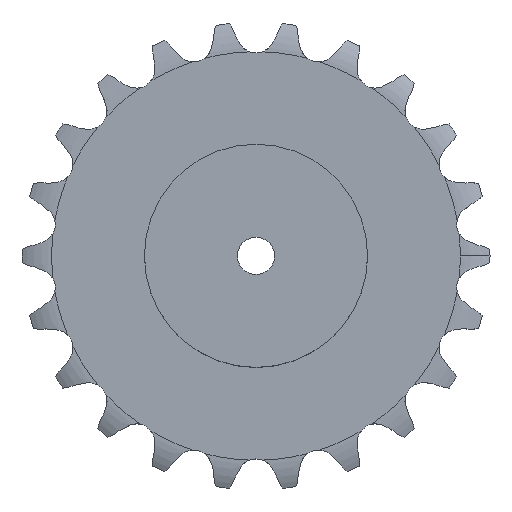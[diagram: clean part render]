
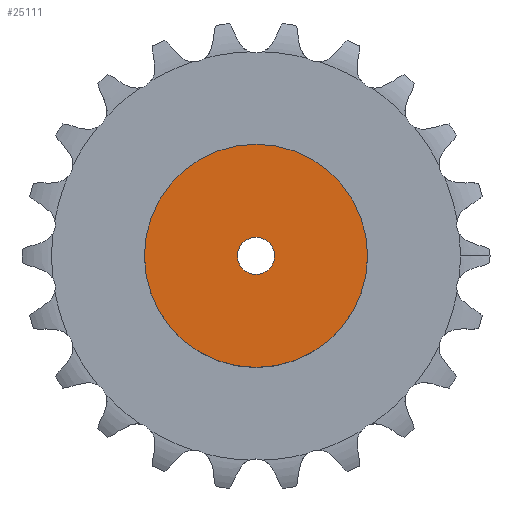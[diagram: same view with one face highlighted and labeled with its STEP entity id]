
A CAD part, top view. The second image highlights one B-rep face of the part: STEP entity #25111.
In plain terms, the highlighted planar face has unit normal (0, 0, 1).
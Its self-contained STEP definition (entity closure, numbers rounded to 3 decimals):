
#3168 = CYLINDRICAL_SURFACE('',#3169,90.);
#3169 = AXIS2_PLACEMENT_3D('',#3170,#3171,#3172);
#3170 = CARTESIAN_POINT('',(0.,0.,0.));
#3171 = DIRECTION('',(-0.,-0.,-1.));
#3172 = DIRECTION('',(1.,0.,0.));
#16216 = VERTEX_POINT('',#16217);
#16217 = CARTESIAN_POINT('',(90.,0.,90.));
#16238 = EDGE_CURVE('',#16216,#16216,#16239,.T.);
#16239 = SURFACE_CURVE('',#16240,(#16245,#16252),.PCURVE_S1.);
#16240 = CIRCLE('',#16241,90.);
#16241 = AXIS2_PLACEMENT_3D('',#16242,#16243,#16244);
#16242 = CARTESIAN_POINT('',(0.,0.,90.));
#16243 = DIRECTION('',(0.,0.,1.));
#16244 = DIRECTION('',(1.,0.,0.));
#16245 = PCURVE('',#3168,#16246);
#16246 = DEFINITIONAL_REPRESENTATION('',(#16247),#16251);
#16247 = LINE('',#16248,#16249);
#16248 = CARTESIAN_POINT('',(-0.,-90.));
#16249 = VECTOR('',#16250,1.);
#16250 = DIRECTION('',(-1.,0.));
#16251 = ( GEOMETRIC_REPRESENTATION_CONTEXT(2) 
PARAMETRIC_REPRESENTATION_CONTEXT() REPRESENTATION_CONTEXT('2D SPACE',''
  ) );
#16252 = PCURVE('',#16253,#16258);
#16253 = PLANE('',#16254);
#16254 = AXIS2_PLACEMENT_3D('',#16255,#16256,#16257);
#16255 = CARTESIAN_POINT('',(0.,0.,90.)
  );
#16256 = DIRECTION('',(0.,0.,1.));
#16257 = DIRECTION('',(1.,0.,0.));
#16258 = DEFINITIONAL_REPRESENTATION('',(#16259),#16263);
#16259 = CIRCLE('',#16260,90.);
#16260 = AXIS2_PLACEMENT_2D('',#16261,#16262);
#16261 = CARTESIAN_POINT('',(0.,0.));
#16262 = DIRECTION('',(1.,0.));
#16263 = ( GEOMETRIC_REPRESENTATION_CONTEXT(2) 
PARAMETRIC_REPRESENTATION_CONTEXT() REPRESENTATION_CONTEXT('2D SPACE',''
  ) );
#21524 = CYLINDRICAL_SURFACE('',#21525,15.);
#21525 = AXIS2_PLACEMENT_3D('',#21526,#21527,#21528);
#21526 = CARTESIAN_POINT('',(0.,0.,583.998));
#21527 = DIRECTION('',(0.,0.,1.));
#21528 = DIRECTION('',(1.,0.,0.));
#25111 = ADVANCED_FACE('',(#25112,#25115),#16253,.T.);
#25112 = FACE_BOUND('',#25113,.T.);
#25113 = EDGE_LOOP('',(#25114));
#25114 = ORIENTED_EDGE('',*,*,#16238,.T.);
#25115 = FACE_BOUND('',#25116,.T.);
#25116 = EDGE_LOOP('',(#25117));
#25117 = ORIENTED_EDGE('',*,*,#25118,.F.);
#25118 = EDGE_CURVE('',#25119,#25119,#25121,.T.);
#25119 = VERTEX_POINT('',#25120);
#25120 = CARTESIAN_POINT('',(15.,0.,90.));
#25121 = SURFACE_CURVE('',#25122,(#25127,#25134),.PCURVE_S1.);
#25122 = CIRCLE('',#25123,15.);
#25123 = AXIS2_PLACEMENT_3D('',#25124,#25125,#25126);
#25124 = CARTESIAN_POINT('',(0.,0.,90.));
#25125 = DIRECTION('',(0.,0.,1.));
#25126 = DIRECTION('',(1.,0.,0.));
#25127 = PCURVE('',#16253,#25128);
#25128 = DEFINITIONAL_REPRESENTATION('',(#25129),#25133);
#25129 = CIRCLE('',#25130,15.);
#25130 = AXIS2_PLACEMENT_2D('',#25131,#25132);
#25131 = CARTESIAN_POINT('',(0.,0.));
#25132 = DIRECTION('',(1.,0.));
#25133 = ( GEOMETRIC_REPRESENTATION_CONTEXT(2) 
PARAMETRIC_REPRESENTATION_CONTEXT() REPRESENTATION_CONTEXT('2D SPACE',''
  ) );
#25134 = PCURVE('',#21524,#25135);
#25135 = DEFINITIONAL_REPRESENTATION('',(#25136),#25140);
#25136 = LINE('',#25137,#25138);
#25137 = CARTESIAN_POINT('',(0.,-493.998));
#25138 = VECTOR('',#25139,1.);
#25139 = DIRECTION('',(1.,0.));
#25140 = ( GEOMETRIC_REPRESENTATION_CONTEXT(2) 
PARAMETRIC_REPRESENTATION_CONTEXT() REPRESENTATION_CONTEXT('2D SPACE',''
  ) );
